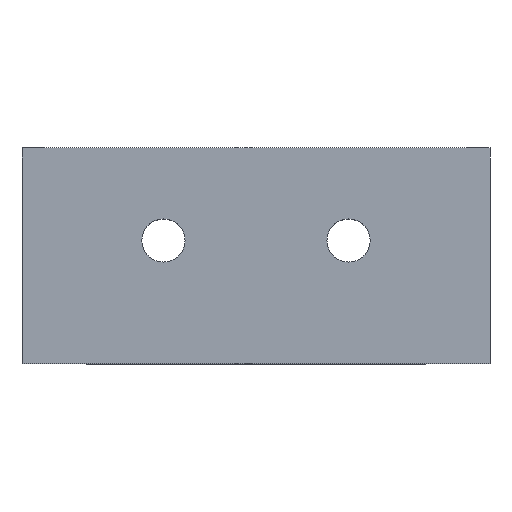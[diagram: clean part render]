
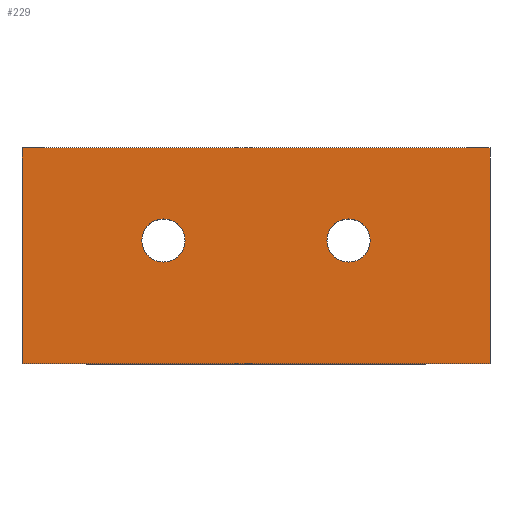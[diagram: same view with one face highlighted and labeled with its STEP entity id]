
A CAD part, top view. The second image highlights one B-rep face of the part: STEP entity #229.
In plain terms, the highlighted planar face has unit normal (0, 0, 1).
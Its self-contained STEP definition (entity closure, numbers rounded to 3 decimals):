
#17=FACE_BOUND('',#58,.T.);
#18=FACE_BOUND('',#59,.T.);
#24=PLANE('',#266);
#42=FACE_OUTER_BOUND('',#57,.T.);
#57=EDGE_LOOP('',(#201,#202,#203,#204));
#58=EDGE_LOOP('',(#205));
#59=EDGE_LOOP('',(#206));
#72=LINE('',#376,#91);
#80=LINE('',#391,#99);
#81=LINE('',#393,#100);
#82=LINE('',#394,#101);
#91=VECTOR('',#315,10.);
#99=VECTOR('',#327,10.);
#100=VECTOR('',#330,10.);
#101=VECTOR('',#331,10.);
#104=CIRCLE('',#250,1.75);
#107=CIRCLE('',#255,1.75);
#114=VERTEX_POINT('',#344);
#117=VERTEX_POINT('',#354);
#122=VERTEX_POINT('',#372);
#124=VERTEX_POINT('',#375);
#128=VERTEX_POINT('',#387);
#129=VERTEX_POINT('',#389);
#134=EDGE_CURVE('',#114,#114,#104,.T.);
#139=EDGE_CURVE('',#117,#117,#107,.T.);
#148=EDGE_CURVE('',#122,#124,#72,.T.);
#156=EDGE_CURVE('',#128,#129,#80,.F.);
#157=EDGE_CURVE('',#128,#122,#81,.T.);
#158=EDGE_CURVE('',#124,#129,#82,.T.);
#201=ORIENTED_EDGE('',*,*,#157,.F.);
#202=ORIENTED_EDGE('',*,*,#156,.T.);
#203=ORIENTED_EDGE('',*,*,#158,.F.);
#204=ORIENTED_EDGE('',*,*,#148,.F.);
#205=ORIENTED_EDGE('',*,*,#139,.T.);
#206=ORIENTED_EDGE('',*,*,#134,.T.);
#229=ADVANCED_FACE('',(#42,#17,#18),#24,.T.);
#250=AXIS2_PLACEMENT_3D('',#346,#281,#282);
#255=AXIS2_PLACEMENT_3D('',#356,#293,#294);
#266=AXIS2_PLACEMENT_3D('',#392,#328,#329);
#281=DIRECTION('center_axis',(0.,0.,
-1.));
#282=DIRECTION('ref_axis',(-1.,0.,0.));
#293=DIRECTION('center_axis',(0.,0.,
-1.));
#294=DIRECTION('ref_axis',(-1.,0.,0.));
#315=DIRECTION('',(0.,1.,0.));
#327=DIRECTION('',(0.,-1.,0.));
#328=DIRECTION('center_axis',(0.,0.,
1.));
#329=DIRECTION('ref_axis',(1.,0.,0.));
#330=DIRECTION('',(-1.,0.,0.));
#331=DIRECTION('',(1.,0.,0.));
#344=CARTESIAN_POINT('',(366.25,158.398,773.5));
#346=CARTESIAN_POINT('Origin',(364.5,158.398,773.5));
#354=CARTESIAN_POINT('',(381.25,158.398,773.5));
#356=CARTESIAN_POINT('Origin',(379.5,158.398,773.5));
#372=CARTESIAN_POINT('',(353.036,148.398,773.5));
#375=CARTESIAN_POINT('',(353.036,165.898,773.5));
#376=CARTESIAN_POINT('',(353.036,148.398,773.5));
#387=CARTESIAN_POINT('',(390.964,148.398,773.5));
#389=CARTESIAN_POINT('',(390.964,165.898,773.5));
#391=CARTESIAN_POINT('',(390.964,148.398,773.5));
#392=CARTESIAN_POINT('Origin',(349.5,148.398,773.5));
#393=CARTESIAN_POINT('',(394.5,148.398,773.5));
#394=CARTESIAN_POINT('',(394.5,165.898,773.5));
